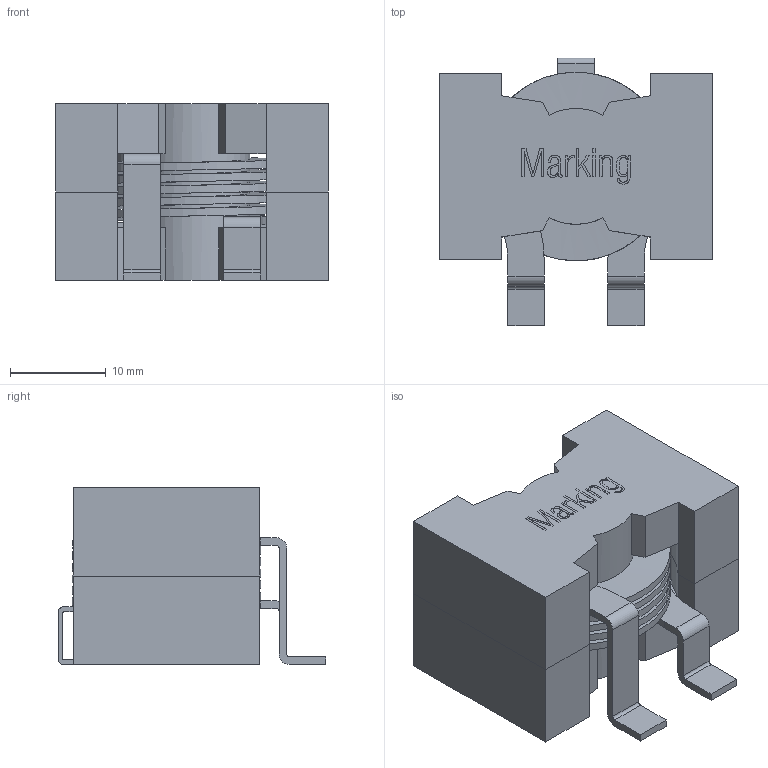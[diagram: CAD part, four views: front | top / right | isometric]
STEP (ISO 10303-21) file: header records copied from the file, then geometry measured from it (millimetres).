
FILE_DESCRIPTION(('FreeCAD Model'),'2;1');
FILE_NAME('Inductor_WE-HCF-2818.stp','2016-03-19T22:49:40',('Author'),(''), 'Open CASCADE STEP processor 6.8','FreeCAD','Unknown');
FILE_SCHEMA(('AUTOMOTIVE_DESIGN_CC2 { 1 2 10303 214 -1 1 5 4 }'));
Length unit declared in the file: millimetre
Products named in the file (4): Assem1; Assem002; Assem003; Assem004
Bounding box: 28.5 x 28 x 18.5 mm (x, y, z)
Volume: 8365.1 mm3; surface area: 7512.1 mm2
Topology: 4 solids, 4 shells, 195 faces, 515 edges, 338 vertices
Faces by surface type: plane 150, cylinder 31, extrusion 12, bspline 2
Full cylindrical faces by diameter (mm): 12.1 x2
Entity records: 20407 total; most frequent: CARTESIAN_POINT 9755, DIRECTION 1352, ORIENTED_EDGE 1030, PCURVE 1030, DEFINITIONAL_REPRESENTATION 1030, VECTOR 826, LINE 814, B_SPLINE_CURVE_WITH_KNOTS 607
